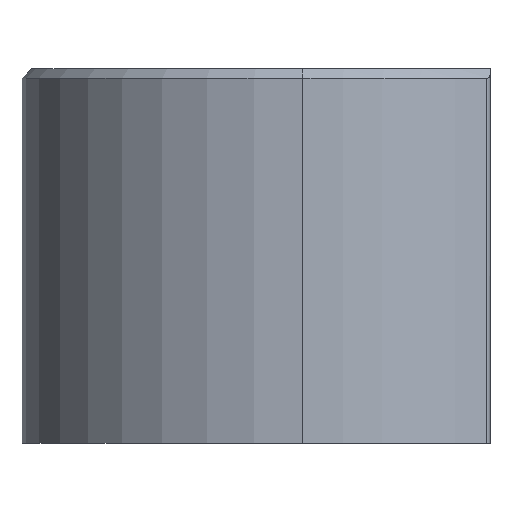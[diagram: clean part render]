
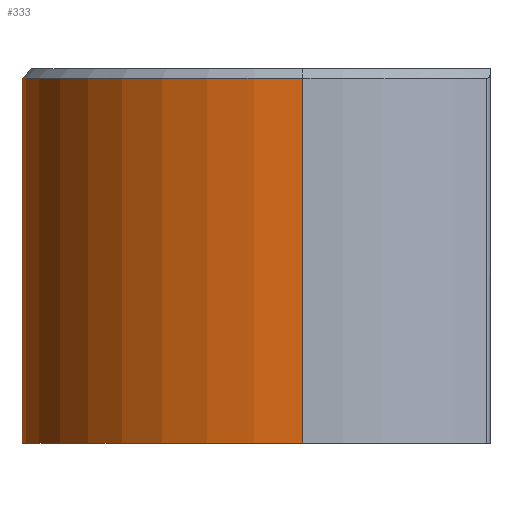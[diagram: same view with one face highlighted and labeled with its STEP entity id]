
A CAD part, left-side view. The second image highlights one B-rep face of the part: STEP entity #333.
In plain terms, the highlighted cylindrical face has radius 6 mm (diameter 12 mm), a partial arc.
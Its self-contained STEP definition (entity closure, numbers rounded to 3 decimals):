
#251 = ORIENTED_EDGE ( 'NONE', *, *, #321, .F. ) ;
#254 = ORIENTED_EDGE ( 'NONE', *, *, #313, .T. ) ;
#270 = EDGE_LOOP ( 'NONE', ( #355, #254, #320, #251 ) ) ;
#293 = VERTEX_POINT ( 'NONE', #655 ) ;
#306 = VERTEX_POINT ( 'NONE', #811 ) ;
#313 = EDGE_CURVE ( 'NONE', #356, #306, #881, .T. ) ;
#314 = EDGE_CURVE ( 'NONE', #306, #293, #814, .T. ) ;
#320 = ORIENTED_EDGE ( 'NONE', *, *, #314, .T. ) ;
#321 = EDGE_CURVE ( 'NONE', #351, #293, #787, .T. ) ;
#333 = ADVANCED_FACE ( 'NONE', ( #875 ), #776, .T. ) ;
#350 = EDGE_CURVE ( 'NONE', #351, #356, #863, .T. ) ;
#351 = VERTEX_POINT ( 'NONE', #862 ) ;
#355 = ORIENTED_EDGE ( 'NONE', *, *, #350, .T. ) ;
#356 = VERTEX_POINT ( 'NONE', #857 ) ;
#655 = CARTESIAN_POINT ( 'NONE',  ( -6., 0., -4. ) ) ;
#776 = CYLINDRICAL_SURFACE ( 'NONE', #797, 6. ) ;
#779 = DIRECTION ( 'NONE',  ( -1., 0., 0. ) ) ;
#784 = DIRECTION ( 'NONE',  ( 0., 0., -1. ) ) ;
#785 = VECTOR ( 'NONE', #784, 1000. ) ;
#786 = CARTESIAN_POINT ( 'NONE',  ( -6., 0., 4. ) ) ;
#787 = LINE ( 'NONE', #786, #785 ) ;
#790 = DIRECTION ( 'NONE',  ( 0., 0., -1. ) ) ;
#796 = CARTESIAN_POINT ( 'NONE',  ( 0., 0., 4. ) ) ;
#797 = AXIS2_PLACEMENT_3D ( 'NONE', #796, #790, #779 ) ;
#799 = DIRECTION ( 'NONE',  ( 1., 0., 0. ) ) ;
#800 = DIRECTION ( 'NONE',  ( 0., 0., 1. ) ) ;
#806 = DIRECTION ( 'NONE',  ( 0., 0., -1. ) ) ;
#811 = CARTESIAN_POINT ( 'NONE',  ( 6., 0., -4. ) ) ;
#814 = CIRCLE ( 'NONE', #909, 6. ) ;
#842 = VECTOR ( 'NONE', #806, 1000. ) ;
#843 = CARTESIAN_POINT ( 'NONE',  ( 6., 0., 4. ) ) ;
#844 = CARTESIAN_POINT ( 'NONE',  ( 0., 0., -4. ) ) ;
#851 = DIRECTION ( 'NONE',  ( 1., 0., 0. ) ) ;
#852 = DIRECTION ( 'NONE',  ( 0., 0., -1. ) ) ;
#853 = CARTESIAN_POINT ( 'NONE',  ( 0., 0., 3.8 ) ) ;
#854 = AXIS2_PLACEMENT_3D ( 'NONE', #853, #852, #851 ) ;
#857 = CARTESIAN_POINT ( 'NONE',  ( 6., 0., 3.8 ) ) ;
#862 = CARTESIAN_POINT ( 'NONE',  ( -6., 0., 3.8 ) ) ;
#863 = CIRCLE ( 'NONE', #854, 6. ) ;
#875 = FACE_OUTER_BOUND ( 'NONE', #270, .T. ) ;
#881 = LINE ( 'NONE', #843, #842 ) ;
#909 = AXIS2_PLACEMENT_3D ( 'NONE', #844, #800, #799 ) ;
